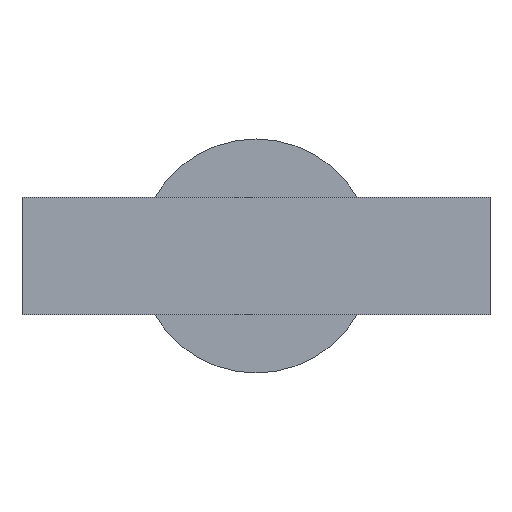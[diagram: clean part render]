
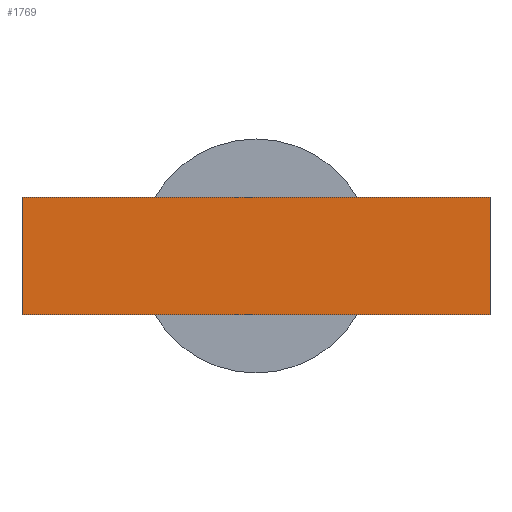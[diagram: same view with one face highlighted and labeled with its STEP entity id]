
A CAD part, front view. The second image highlights one B-rep face of the part: STEP entity #1769.
In plain terms, the highlighted planar face has unit normal (0, -1, 0).
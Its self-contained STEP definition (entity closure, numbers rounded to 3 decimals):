
#13 = VERTEX_POINT ( 'NONE', #1236 ) ;
#15 = DIRECTION ( 'NONE',  ( 1., 0., 0. ) ) ;
#109 = LINE ( 'NONE', #1406, #797 ) ;
#159 = DIRECTION ( 'NONE',  ( 0., 0., -1. ) ) ;
#172 = LINE ( 'NONE', #1460, #1330 ) ;
#204 = LINE ( 'NONE', #1637, #1939 ) ;
#228 = ORIENTED_EDGE ( 'NONE', *, *, #1660, .F. ) ;
#431 = CARTESIAN_POINT ( 'NONE',  ( 10., 0., 2.5 ) ) ;
#473 = CARTESIAN_POINT ( 'NONE',  ( -10., 0., 2.5 ) ) ;
#531 = CARTESIAN_POINT ( 'NONE',  ( 0., 0., 0. ) ) ;
#538 = CARTESIAN_POINT ( 'NONE',  ( -10., 0., -2.5 ) ) ;
#555 = PLANE ( 'NONE',  #1547 ) ;
#580 = CARTESIAN_POINT ( 'NONE',  ( -10., 0., -2.5 ) ) ;
#728 = ORIENTED_EDGE ( 'NONE', *, *, #1411, .F. ) ;
#769 = VERTEX_POINT ( 'NONE', #473 ) ;
#797 = VECTOR ( 'NONE', #159, 1000. ) ;
#1128 = FACE_OUTER_BOUND ( 'NONE', #2193, .T. ) ;
#1236 = CARTESIAN_POINT ( 'NONE',  ( 10., 0., -2.5 ) ) ;
#1330 = VECTOR ( 'NONE', #1449, 1000. ) ;
#1406 = CARTESIAN_POINT ( 'NONE',  ( 10., 0., -2.5 ) ) ;
#1411 = EDGE_CURVE ( 'NONE', #2366, #13, #109, .T. ) ;
#1449 = DIRECTION ( 'NONE',  ( 0., 0., 1. ) ) ;
#1452 = VERTEX_POINT ( 'NONE', #580 ) ;
#1460 = CARTESIAN_POINT ( 'NONE',  ( -10., 0., -2.5 ) ) ;
#1547 = AXIS2_PLACEMENT_3D ( 'NONE', #531, #1850, #1813 ) ;
#1637 = CARTESIAN_POINT ( 'NONE',  ( -10., 0., 2.5 ) ) ;
#1660 = EDGE_CURVE ( 'NONE', #1452, #769, #172, .T. ) ;
#1677 = DIRECTION ( 'NONE',  ( -1., 0., 0. ) ) ;
#1722 = ORIENTED_EDGE ( 'NONE', *, *, #2181, .F. ) ;
#1769 = ADVANCED_FACE ( 'NONE', ( #1128 ), #555, .F. ) ;
#1808 = LINE ( 'NONE', #538, #1972 ) ;
#1813 = DIRECTION ( 'NONE',  ( 0., 0., 1. ) ) ;
#1850 = DIRECTION ( 'NONE',  ( 0., 1., 0. ) ) ;
#1939 = VECTOR ( 'NONE', #15, 1000. ) ;
#1972 = VECTOR ( 'NONE', #1677, 1000. ) ;
#2083 = ORIENTED_EDGE ( 'NONE', *, *, #2096, .F. ) ;
#2096 = EDGE_CURVE ( 'NONE', #13, #1452, #1808, .T. ) ;
#2181 = EDGE_CURVE ( 'NONE', #769, #2366, #204, .T. ) ;
#2193 = EDGE_LOOP ( 'NONE', ( #728, #1722, #228, #2083 ) ) ;
#2366 = VERTEX_POINT ( 'NONE', #431 ) ;
